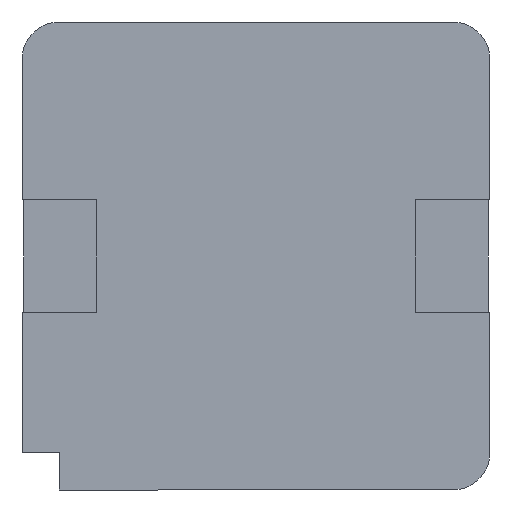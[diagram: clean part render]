
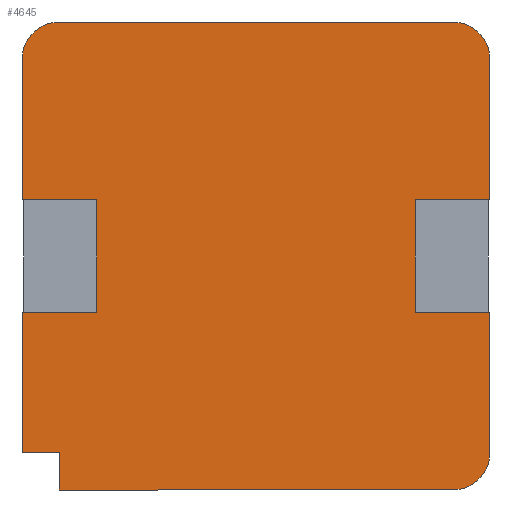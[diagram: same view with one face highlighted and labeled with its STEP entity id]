
A CAD part, front view. The second image highlights one B-rep face of the part: STEP entity #4645.
In plain terms, the highlighted planar face has unit normal (0, -1, 0).
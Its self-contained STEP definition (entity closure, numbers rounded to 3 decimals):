
#21 = CARTESIAN_POINT ( 'NONE',  ( -6.25, -0.5, -1.5 ) ) ;
#23 = DIRECTION ( 'NONE',  ( 0., -1., 0. ) ) ;
#33 = LINE ( 'NONE', #4975, #4144 ) ;
#127 = CARTESIAN_POINT ( 'NONE',  ( 6.25, -0.5, -1.5 ) ) ;
#166 = EDGE_CURVE ( 'NONE', #629, #3913, #2892, .T. ) ;
#175 = CARTESIAN_POINT ( 'NONE',  ( 5.25, -0.5, 6.25 ) ) ;
#242 = VECTOR ( 'NONE', #4388, 1000. ) ;
#323 = CARTESIAN_POINT ( 'NONE',  ( 6.25, -0.5, 1.5 ) ) ;
#343 = CARTESIAN_POINT ( 'NONE',  ( -4.25, -0.5, 0. ) ) ;
#376 = CARTESIAN_POINT ( 'NONE',  ( 5.25, -0.5, -5.25 ) ) ;
#437 = ORIENTED_EDGE ( 'NONE', *, *, #1453, .T. ) ;
#494 = LINE ( 'NONE', #127, #4779 ) ;
#578 = CARTESIAN_POINT ( 'NONE',  ( 5.25, -0.5, -6.25 ) ) ;
#594 = DIRECTION ( 'NONE',  ( 1., 0., 0. ) ) ;
#629 = VERTEX_POINT ( 'NONE', #1663 ) ;
#650 = FACE_OUTER_BOUND ( 'NONE', #773, .T. ) ;
#667 = AXIS2_PLACEMENT_3D ( 'NONE', #2839, #23, #2855 ) ;
#692 = EDGE_CURVE ( 'NONE', #2726, #925, #3739, .T. ) ;
#697 = CARTESIAN_POINT ( 'NONE',  ( 0., -0.5, -5.25 ) ) ;
#699 = EDGE_CURVE ( 'NONE', #1057, #4688, #1273, .T. ) ;
#749 = DIRECTION ( 'NONE',  ( 0., -1., 0. ) ) ;
#751 = VERTEX_POINT ( 'NONE', #3011 ) ;
#755 = ORIENTED_EDGE ( 'NONE', *, *, #699, .T. ) ;
#760 = VECTOR ( 'NONE', #1904, 1000. ) ;
#773 = EDGE_LOOP ( 'NONE', ( #2580, #1736, #4147, #4732, #4875, #437, #4122, #3958, #755, #1892, #1990, #4680, #3006, #1759, #939, #5126, #3266 ) ) ;
#789 = DIRECTION ( 'NONE',  ( 0., 0., -1. ) ) ;
#807 = VERTEX_POINT ( 'NONE', #3027 ) ;
#852 = DIRECTION ( 'NONE',  ( -1., 0., 0. ) ) ;
#881 = EDGE_CURVE ( 'NONE', #4989, #807, #3801, .T. ) ;
#898 = LINE ( 'NONE', #4595, #1796 ) ;
#925 = VERTEX_POINT ( 'NONE', #4218 ) ;
#939 = ORIENTED_EDGE ( 'NONE', *, *, #1896, .T. ) ;
#945 = VECTOR ( 'NONE', #3227, 1000. ) ;
#974 = VECTOR ( 'NONE', #2735, 1000. ) ;
#1024 = CARTESIAN_POINT ( 'NONE',  ( -4.25, -0.5, 1.5 ) ) ;
#1057 = VERTEX_POINT ( 'NONE', #1321 ) ;
#1073 = AXIS2_PLACEMENT_3D ( 'NONE', #3701, #1630, #3622 ) ;
#1234 = VERTEX_POINT ( 'NONE', #1024 ) ;
#1273 = LINE ( 'NONE', #2487, #3039 ) ;
#1279 = EDGE_CURVE ( 'NONE', #2891, #2726, #2748, .T. ) ;
#1321 = CARTESIAN_POINT ( 'NONE',  ( 6.25, -0.5, 1.5 ) ) ;
#1453 = EDGE_CURVE ( 'NONE', #925, #3913, #494, .T. ) ;
#1630 = DIRECTION ( 'NONE',  ( 0., -1., 0. ) ) ;
#1633 = LINE ( 'NONE', #3598, #2150 ) ;
#1663 = CARTESIAN_POINT ( 'NONE',  ( 4.25, -0.5, 1.5 ) ) ;
#1697 = VERTEX_POINT ( 'NONE', #2113 ) ;
#1736 = ORIENTED_EDGE ( 'NONE', *, *, #4758, .T. ) ;
#1759 = ORIENTED_EDGE ( 'NONE', *, *, #4429, .T. ) ;
#1796 = VECTOR ( 'NONE', #4609, 1000. ) ;
#1892 = ORIENTED_EDGE ( 'NONE', *, *, #2081, .T. ) ;
#1896 = EDGE_CURVE ( 'NONE', #1234, #807, #3164, .T. ) ;
#1904 = DIRECTION ( 'NONE',  ( -1., 0., 0. ) ) ;
#1926 = CARTESIAN_POINT ( 'NONE',  ( 5.25, -0.5, 5.25 ) ) ;
#1930 = EDGE_CURVE ( 'NONE', #751, #4125, #2166, .T. ) ;
#1972 = DIRECTION ( 'NONE',  ( 1., 0., 0. ) ) ;
#1981 = CARTESIAN_POINT ( 'NONE',  ( 4.25, -0.5, 1.5 ) ) ;
#1990 = ORIENTED_EDGE ( 'NONE', *, *, #4282, .T. ) ;
#2074 = VECTOR ( 'NONE', #2402, 1000. ) ;
#2081 = EDGE_CURVE ( 'NONE', #4688, #4622, #3868, .T. ) ;
#2088 = LINE ( 'NONE', #323, #974 ) ;
#2113 = CARTESIAN_POINT ( 'NONE',  ( -5.25, -0.5, -6.25 ) ) ;
#2150 = VECTOR ( 'NONE', #1972, 1000. ) ;
#2161 = CARTESIAN_POINT ( 'NONE',  ( -6.25, -0.5, -5.25 ) ) ;
#2166 = CIRCLE ( 'NONE', #1073, 1. ) ;
#2205 = AXIS2_PLACEMENT_3D ( 'NONE', #376, #3166, #789 ) ;
#2402 = DIRECTION ( 'NONE',  ( -1., 0., 0. ) ) ;
#2436 = EDGE_CURVE ( 'NONE', #4133, #2692, #4864, .T. ) ;
#2487 = CARTESIAN_POINT ( 'NONE',  ( 6.25, -0.5, -6.25 ) ) ;
#2508 = CARTESIAN_POINT ( 'NONE',  ( 6.25, -0.5, -6.25 ) ) ;
#2580 = ORIENTED_EDGE ( 'NONE', *, *, #2436, .F. ) ;
#2614 = DIRECTION ( 'NONE',  ( 0., 0., -1. ) ) ;
#2617 = LINE ( 'NONE', #4747, #2074 ) ;
#2619 = EDGE_CURVE ( 'NONE', #4125, #3375, #4789, .T. ) ;
#2692 = VERTEX_POINT ( 'NONE', #2161 ) ;
#2726 = VERTEX_POINT ( 'NONE', #4176 ) ;
#2733 = VECTOR ( 'NONE', #2826, 1000. ) ;
#2735 = DIRECTION ( 'NONE',  ( -1., 0., 0. ) ) ;
#2748 = CIRCLE ( 'NONE', #2205, 1. ) ;
#2754 = CARTESIAN_POINT ( 'NONE',  ( 4.25, -0.5, -1.5 ) ) ;
#2826 = DIRECTION ( 'NONE',  ( 0., 0., -1. ) ) ;
#2839 = CARTESIAN_POINT ( 'NONE',  ( 0., -0.5, 0. ) ) ;
#2855 = DIRECTION ( 'NONE',  ( 0., 0., -1. ) ) ;
#2856 = CARTESIAN_POINT ( 'NONE',  ( -6.25, -0.5, -6.25 ) ) ;
#2889 = DIRECTION ( 'NONE',  ( 0., 0., 1. ) ) ;
#2891 = VERTEX_POINT ( 'NONE', #578 ) ;
#2892 = LINE ( 'NONE', #1981, #945 ) ;
#3006 = ORIENTED_EDGE ( 'NONE', *, *, #2619, .T. ) ;
#3011 = CARTESIAN_POINT ( 'NONE',  ( -5.25, -0.5, 6.25 ) ) ;
#3018 = CARTESIAN_POINT ( 'NONE',  ( 0., -0.5, -1.5 ) ) ;
#3027 = CARTESIAN_POINT ( 'NONE',  ( -4.25, -0.5, -1.5 ) ) ;
#3039 = VECTOR ( 'NONE', #2889, 1000. ) ;
#3164 = LINE ( 'NONE', #343, #242 ) ;
#3166 = DIRECTION ( 'NONE',  ( 0., -1., 0. ) ) ;
#3227 = DIRECTION ( 'NONE',  ( 0., 0., -1. ) ) ;
#3266 = ORIENTED_EDGE ( 'NONE', *, *, #3685, .T. ) ;
#3366 = PLANE ( 'NONE',  #667 ) ;
#3372 = EDGE_CURVE ( 'NONE', #1697, #2891, #898, .T. ) ;
#3375 = VERTEX_POINT ( 'NONE', #4211 ) ;
#3522 = EDGE_CURVE ( 'NONE', #1057, #629, #2088, .T. ) ;
#3598 = CARTESIAN_POINT ( 'NONE',  ( 0., -0.5, 1.5 ) ) ;
#3609 = CARTESIAN_POINT ( 'NONE',  ( 6.25, -0.5, 5.25 ) ) ;
#3622 = DIRECTION ( 'NONE',  ( 0., 0., -1. ) ) ;
#3656 = CARTESIAN_POINT ( 'NONE',  ( -6.25, -0.5, -6.25 ) ) ;
#3685 = EDGE_CURVE ( 'NONE', #4989, #2692, #5029, .T. ) ;
#3698 = DIRECTION ( 'NONE',  ( 0., 0., -1. ) ) ;
#3701 = CARTESIAN_POINT ( 'NONE',  ( -5.25, -0.5, 5.25 ) ) ;
#3739 = LINE ( 'NONE', #2508, #3923 ) ;
#3801 = LINE ( 'NONE', #3018, #4963 ) ;
#3830 = VECTOR ( 'NONE', #3698, 1000. ) ;
#3868 = CIRCLE ( 'NONE', #4292, 1. ) ;
#3891 = DIRECTION ( 'NONE',  ( 0., 0., -1. ) ) ;
#3913 = VERTEX_POINT ( 'NONE', #2754 ) ;
#3923 = VECTOR ( 'NONE', #4896, 1000. ) ;
#3958 = ORIENTED_EDGE ( 'NONE', *, *, #3522, .F. ) ;
#4122 = ORIENTED_EDGE ( 'NONE', *, *, #166, .F. ) ;
#4125 = VERTEX_POINT ( 'NONE', #4954 ) ;
#4133 = VERTEX_POINT ( 'NONE', #4203 ) ;
#4144 = VECTOR ( 'NONE', #2614, 1000. ) ;
#4147 = ORIENTED_EDGE ( 'NONE', *, *, #3372, .T. ) ;
#4176 = CARTESIAN_POINT ( 'NONE',  ( 6.25, -0.5, -5.25 ) ) ;
#4203 = CARTESIAN_POINT ( 'NONE',  ( -5.25, -0.5, -5.25 ) ) ;
#4211 = CARTESIAN_POINT ( 'NONE',  ( -6.25, -0.5, 1.5 ) ) ;
#4218 = CARTESIAN_POINT ( 'NONE',  ( 6.25, -0.5, -1.5 ) ) ;
#4282 = EDGE_CURVE ( 'NONE', #4622, #751, #2617, .T. ) ;
#4292 = AXIS2_PLACEMENT_3D ( 'NONE', #1926, #749, #3891 ) ;
#4388 = DIRECTION ( 'NONE',  ( 0., 0., -1. ) ) ;
#4429 = EDGE_CURVE ( 'NONE', #3375, #1234, #1633, .T. ) ;
#4595 = CARTESIAN_POINT ( 'NONE',  ( 6.25, -0.5, -6.25 ) ) ;
#4609 = DIRECTION ( 'NONE',  ( 1., 0., 0. ) ) ;
#4622 = VERTEX_POINT ( 'NONE', #175 ) ;
#4645 = ADVANCED_FACE ( 'NONE', ( #650 ), #3366, .T. ) ;
#4680 = ORIENTED_EDGE ( 'NONE', *, *, #1930, .T. ) ;
#4688 = VERTEX_POINT ( 'NONE', #3609 ) ;
#4732 = ORIENTED_EDGE ( 'NONE', *, *, #1279, .T. ) ;
#4747 = CARTESIAN_POINT ( 'NONE',  ( 6.25, -0.5, 6.25 ) ) ;
#4758 = EDGE_CURVE ( 'NONE', #4133, #1697, #33, .T. ) ;
#4779 = VECTOR ( 'NONE', #852, 1000. ) ;
#4789 = LINE ( 'NONE', #3656, #3830 ) ;
#4864 = LINE ( 'NONE', #697, #760 ) ;
#4875 = ORIENTED_EDGE ( 'NONE', *, *, #692, .T. ) ;
#4896 = DIRECTION ( 'NONE',  ( 0., 0., 1. ) ) ;
#4954 = CARTESIAN_POINT ( 'NONE',  ( -6.25, -0.5, 5.25 ) ) ;
#4963 = VECTOR ( 'NONE', #594, 1000. ) ;
#4975 = CARTESIAN_POINT ( 'NONE',  ( -5.25, -0.5, 0. ) ) ;
#4989 = VERTEX_POINT ( 'NONE', #21 ) ;
#5029 = LINE ( 'NONE', #2856, #2733 ) ;
#5126 = ORIENTED_EDGE ( 'NONE', *, *, #881, .F. ) ;
